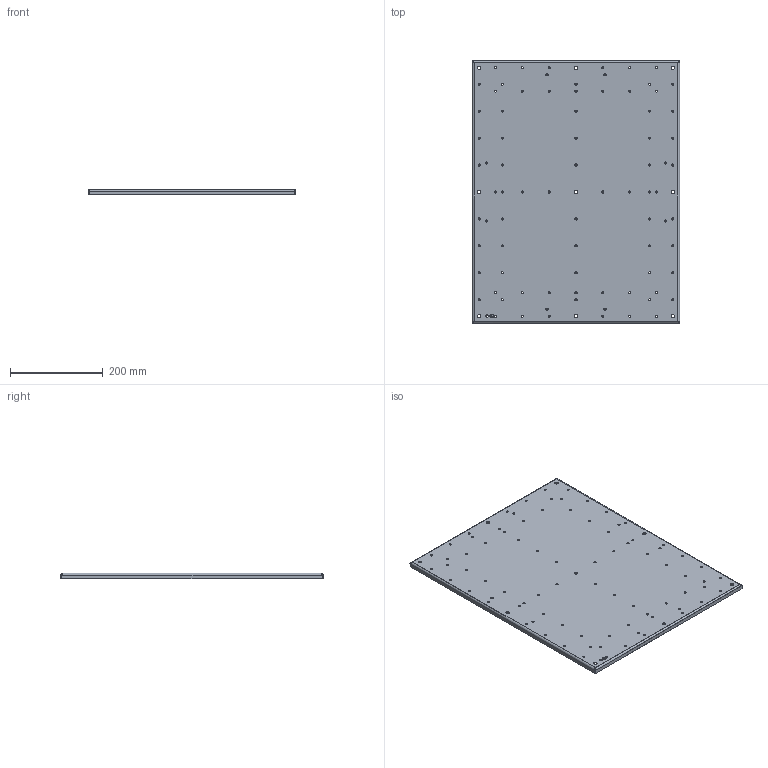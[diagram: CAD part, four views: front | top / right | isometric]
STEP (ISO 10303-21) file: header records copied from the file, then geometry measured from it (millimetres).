
FILE_DESCRIPTION(('CATIA V5 STEP Exchange','CAx-IF Rec.Pracs.--- Model Styling and Organization---1.4--- 2014-01-23'),'2;1');
FILE_NAME ('1877177-3_0_8000115918_8000115918_KTB_MOPL_6250_MSZN_H.stp','2023-05-15T07:33:54+00:00',('none'),('Weidmueller'),'CATIA Version 5-6 Release 2016 SP3 HF44','CATIA V5 STEP AP214','none');
FILE_SCHEMA(('AUTOMOTIVE_DESIGN { 1 0 10303 214 1 1 1 1 }'));
Length unit declared in the file: millimetre
Products named in the file (1): 8000115918_KTB_MOPL_6250_MSZN_H
Bounding box: 447 x 565 x 12 mm (x, y, z)
Volume: 403797 mm3; surface area: 543675.2 mm2
Topology: 1 solids, 1 shells, 247 faces, 697 edges, 457 vertices
Faces by surface type: cylinder 196, plane 43, bspline 8
Entity records: 8877 total; most frequent: CARTESIAN_POINT 1953, ORIENTED_EDGE 1394, DIRECTION 1135, EDGE_CURVE 697, AXIS2_PLACEMENT_3D 613, VERTEX_POINT 457, EDGE_LOOP 436, CIRCLE 373
